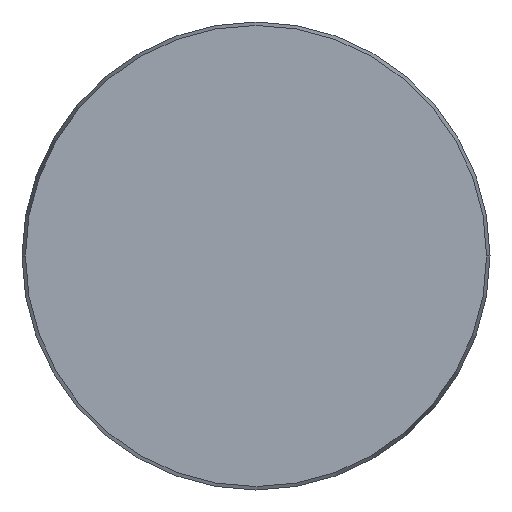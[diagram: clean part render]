
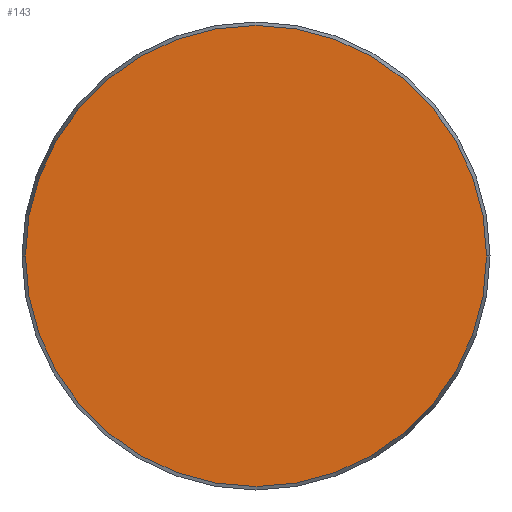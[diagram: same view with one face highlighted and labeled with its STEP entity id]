
A CAD part, front view. The second image highlights one B-rep face of the part: STEP entity #143.
In plain terms, the highlighted planar face has unit normal (0, -1, 0).
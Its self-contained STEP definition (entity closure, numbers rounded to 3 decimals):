
#28 = EDGE_CURVE ( 'NONE', #110, #54, #131, .T. ) ;
#49 = CARTESIAN_POINT ( 'NONE',  ( -11.824, 0., 0. ) ) ;
#54 = VERTEX_POINT ( 'NONE', #626 ) ;
#58 = EDGE_CURVE ( 'NONE', #54, #110, #514, .T. ) ;
#63 = CARTESIAN_POINT ( 'NONE',  ( 0., 0., 0. ) ) ;
#108 = ORIENTED_EDGE ( 'NONE', *, *, #28, .T. ) ;
#110 = VERTEX_POINT ( 'NONE', #49 ) ;
#131 = CIRCLE ( 'NONE', #538, 11.824 ) ;
#143 = ADVANCED_FACE ( 'NONE', ( #303 ), #269, .F. ) ;
#161 = AXIS2_PLACEMENT_3D ( 'NONE', #607, #196, #530 ) ;
#196 = DIRECTION ( 'NONE',  ( 0., -1., 0. ) ) ;
#217 = DIRECTION ( 'NONE',  ( 0., 1., 0. ) ) ;
#269 = PLANE ( 'NONE',  #653 ) ;
#276 = DIRECTION ( 'NONE',  ( -1., 0., 0. ) ) ;
#303 = FACE_OUTER_BOUND ( 'NONE', #332, .T. ) ;
#332 = EDGE_LOOP ( 'NONE', ( #108, #490 ) ) ;
#398 = DIRECTION ( 'NONE',  ( 0., -1., 0. ) ) ;
#455 = DIRECTION ( 'NONE',  ( 1., 0., 0. ) ) ;
#490 = ORIENTED_EDGE ( 'NONE', *, *, #58, .T. ) ;
#514 = CIRCLE ( 'NONE', #161, 11.824 ) ;
#530 = DIRECTION ( 'NONE',  ( 1., 0., 0. ) ) ;
#538 = AXIS2_PLACEMENT_3D ( 'NONE', #63, #398, #455 ) ;
#545 = CARTESIAN_POINT ( 'NONE',  ( -11.824, 0., 0. ) ) ;
#607 = CARTESIAN_POINT ( 'NONE',  ( 0., 0., 0. ) ) ;
#626 = CARTESIAN_POINT ( 'NONE',  ( 11.824, 0., 0. ) ) ;
#653 = AXIS2_PLACEMENT_3D ( 'NONE', #545, #217, #276 ) ;
